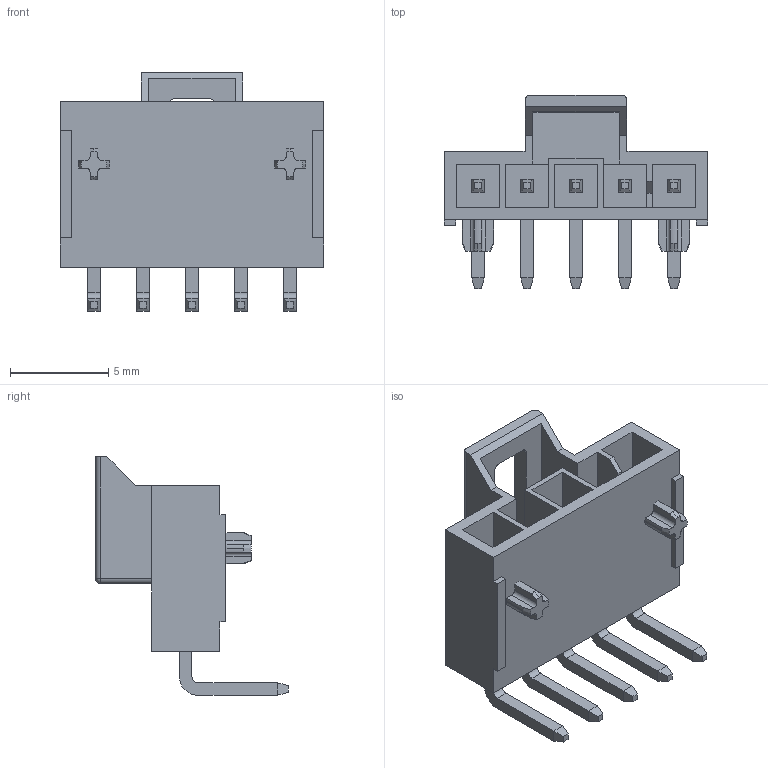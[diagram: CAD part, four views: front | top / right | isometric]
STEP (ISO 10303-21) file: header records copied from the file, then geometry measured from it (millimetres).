
FILE_DESCRIPTION(('STEP AP214'),'1');
FILE_NAME('1053131105.stp','2025-03-29T19:28:04',('TraceParts'),('TraceParts S.A.'),'Spatial InterOp 3D',' ',' ');
FILE_SCHEMA(('AUTOMOTIVE_DESIGN { 1 0 10303 214 1 1 1 1 }'));
Length unit declared in the file: millimetre
Products named in the file (1): 1053131105_1
Bounding box: 13.44 x 9.84 x 12.16 mm (x, y, z)
Volume: 298 mm3; surface area: 919.1 mm2
Topology: 1 solids, 1 shells, 226 faces, 602 edges, 404 vertices
Faces by surface type: plane 174, cylinder 38, cone 12, sphere 2
Entity records: 6970 total; most frequent: CARTESIAN_POINT 1270, ORIENTED_EDGE 1176, DIRECTION 1148, EDGE_CURVE 588, LINE 480, VECTOR 480, VERTEX_POINT 376, AXIS2_PLACEMENT_3D 334
